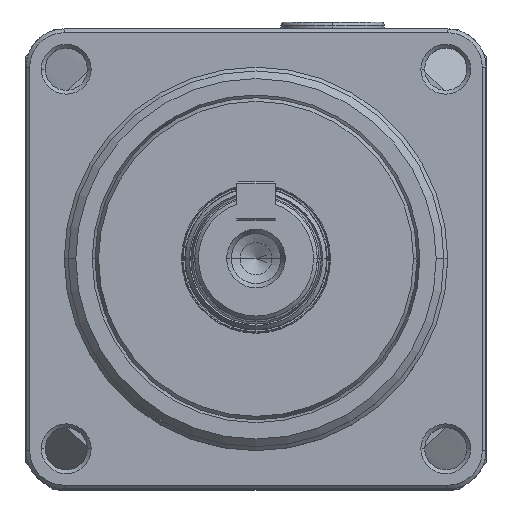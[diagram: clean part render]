
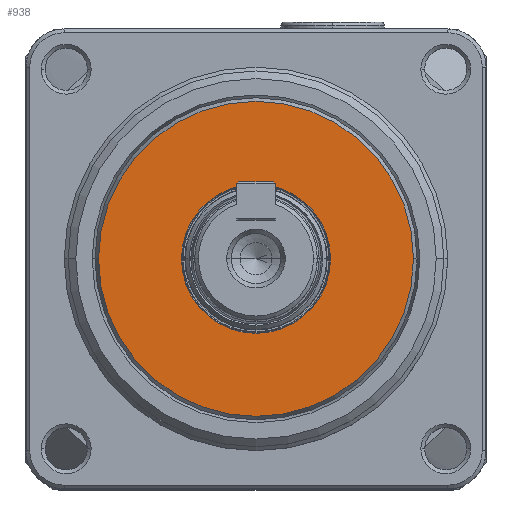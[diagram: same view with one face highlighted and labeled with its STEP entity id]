
A CAD part, top view. The second image highlights one B-rep face of the part: STEP entity #938.
In plain terms, the highlighted planar face has unit normal (0, 0, 1).
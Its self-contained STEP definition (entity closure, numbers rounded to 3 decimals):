
#377 = ORIENTED_EDGE ( 'NONE', *, *, #16438, .T. ) ;
#419 = EDGE_LOOP ( 'NONE', ( #2515, #6482 ) ) ;
#938 = ADVANCED_FACE ( 'NONE', ( #9873, #1925 ), #15295, .T. ) ;
#1337 = CARTESIAN_POINT ( 'NONE',  ( 0., 0., 11. ) ) ;
#1520 = DIRECTION ( 'NONE',  ( 1., 0., 0. ) ) ;
#1925 = FACE_OUTER_BOUND ( 'NONE', #8696, .T. ) ;
#2515 = ORIENTED_EDGE ( 'NONE', *, *, #6008, .T. ) ;
#2676 = DIRECTION ( 'NONE',  ( 0., 0., 1. ) ) ;
#2898 = CIRCLE ( 'NONE', #5349, 20.538 ) ;
#3897 = DIRECTION ( 'NONE',  ( 1., 0., 0. ) ) ;
#3912 = AXIS2_PLACEMENT_3D ( 'NONE', #20100, #9775, #1520 ) ;
#4859 = VERTEX_POINT ( 'NONE', #16357 ) ;
#5349 = AXIS2_PLACEMENT_3D ( 'NONE', #1337, #2676, #12833 ) ;
#5683 = CARTESIAN_POINT ( 'NONE',  ( 20.538, 0., 11. ) ) ;
#6008 = EDGE_CURVE ( 'NONE', #19510, #4859, #20553, .T. ) ;
#6482 = ORIENTED_EDGE ( 'NONE', *, *, #9683, .T. ) ;
#7055 = EDGE_CURVE ( 'NONE', #8672, #11681, #2898, .T. ) ;
#8414 = CIRCLE ( 'NONE', #20975, 20.538 ) ;
#8672 = VERTEX_POINT ( 'NONE', #5683 ) ;
#8696 = EDGE_LOOP ( 'NONE', ( #377, #13380 ) ) ;
#8713 = CARTESIAN_POINT ( 'NONE',  ( -20.538, 0., 11. ) ) ;
#9683 = EDGE_CURVE ( 'NONE', #4859, #19510, #15097, .T. ) ;
#9775 = DIRECTION ( 'NONE',  ( 0., 0., -1. ) ) ;
#9873 = FACE_BOUND ( 'NONE', #419, .T. ) ;
#10747 = DIRECTION ( 'NONE',  ( 0., 0., 1. ) ) ;
#11681 = VERTEX_POINT ( 'NONE', #8713 ) ;
#11821 = AXIS2_PLACEMENT_3D ( 'NONE', #18672, #12202, #3897 ) ;
#12094 = CARTESIAN_POINT ( 'NONE',  ( 0., 0., 11. ) ) ;
#12202 = DIRECTION ( 'NONE',  ( 0., 0., -1. ) ) ;
#12833 = DIRECTION ( 'NONE',  ( 1., 0., 0. ) ) ;
#13380 = ORIENTED_EDGE ( 'NONE', *, *, #7055, .T. ) ;
#13617 = DIRECTION ( 'NONE',  ( 1., 0., 0. ) ) ;
#15097 = CIRCLE ( 'NONE', #3912, 9.717 ) ;
#15295 = PLANE ( 'NONE',  #20941 ) ;
#15611 = CARTESIAN_POINT ( 'NONE',  ( 9.717, 0., 11. ) ) ;
#16357 = CARTESIAN_POINT ( 'NONE',  ( -9.717, 0., 11. ) ) ;
#16438 = EDGE_CURVE ( 'NONE', #11681, #8672, #8414, .T. ) ;
#17223 = CARTESIAN_POINT ( 'NONE',  ( 0., 0., 11. ) ) ;
#18672 = CARTESIAN_POINT ( 'NONE',  ( 0., 0., 11. ) ) ;
#19278 = DIRECTION ( 'NONE',  ( 0., 0., 1. ) ) ;
#19510 = VERTEX_POINT ( 'NONE', #15611 ) ;
#20100 = CARTESIAN_POINT ( 'NONE',  ( 0., 0., 11. ) ) ;
#20553 = CIRCLE ( 'NONE', #11821, 9.717 ) ;
#20569 = DIRECTION ( 'NONE',  ( 1., 0., 0. ) ) ;
#20941 = AXIS2_PLACEMENT_3D ( 'NONE', #12094, #10747, #13617 ) ;
#20975 = AXIS2_PLACEMENT_3D ( 'NONE', #17223, #19278, #20569 ) ;
